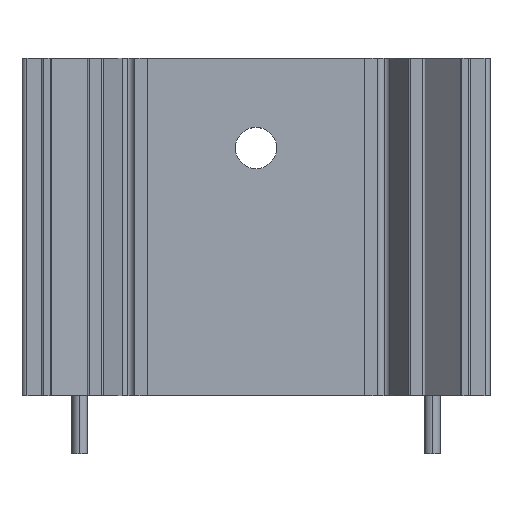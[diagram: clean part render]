
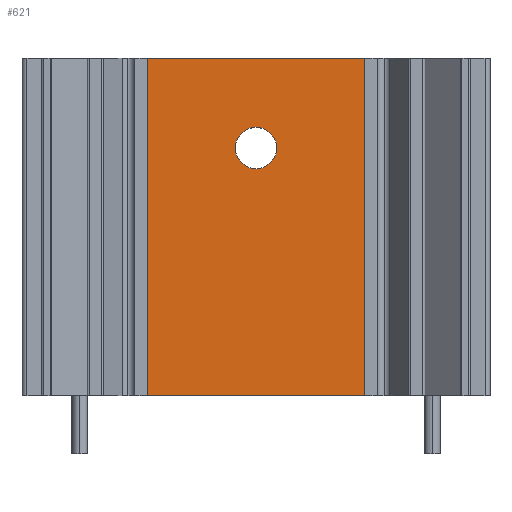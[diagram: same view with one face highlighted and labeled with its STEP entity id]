
A CAD part, top view. The second image highlights one B-rep face of the part: STEP entity #621.
In plain terms, the highlighted planar face has unit normal (0, 0, 1).
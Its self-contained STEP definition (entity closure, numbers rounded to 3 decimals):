
#130 = VECTOR ( 'NONE', #1343, 1000. ) ;
#376 = CARTESIAN_POINT ( 'NONE',  ( -7.9, -12.25, 0.75 ) ) ;
#390 = CIRCLE ( 'NONE', #3014, 1.5 ) ;
#467 = CARTESIAN_POINT ( 'NONE',  ( -7.9, 12.25, 0.75 ) ) ;
#468 = EDGE_CURVE ( 'NONE', #1469, #2658, #638, .T. ) ;
#556 = VERTEX_POINT ( 'NONE', #1483 ) ;
#613 = CARTESIAN_POINT ( 'NONE',  ( -7.9, -12.25, 0.75 ) ) ;
#621 = ADVANCED_FACE ( 'NONE', ( #2196, #1935 ), #2225, .F. ) ;
#638 = LINE ( 'NONE', #670, #1916 ) ;
#657 = DIRECTION ( 'NONE',  ( 0., -1., 0. ) ) ;
#670 = CARTESIAN_POINT ( 'NONE',  ( 7.9, 12.25, 0.75 ) ) ;
#680 = DIRECTION ( 'NONE',  ( 0., 0., 1. ) ) ;
#725 = CARTESIAN_POINT ( 'NONE',  ( -1.5, 5.75, 0.75 ) ) ;
#973 = ORIENTED_EDGE ( 'NONE', *, *, #2413, .F. ) ;
#1114 = EDGE_CURVE ( 'NONE', #556, #2108, #2699, .T. ) ;
#1129 = ORIENTED_EDGE ( 'NONE', *, *, #2239, .T. ) ;
#1305 = AXIS2_PLACEMENT_3D ( 'NONE', #2258, #2921, #1690 ) ;
#1333 = EDGE_LOOP ( 'NONE', ( #1129, #2574, #973, #2212 ) ) ;
#1343 = DIRECTION ( 'NONE',  ( 1., 0., 0. ) ) ;
#1347 = DIRECTION ( 'NONE',  ( 1., 0., 0. ) ) ;
#1469 = VERTEX_POINT ( 'NONE', #1651 ) ;
#1479 = VERTEX_POINT ( 'NONE', #3141 ) ;
#1483 = CARTESIAN_POINT ( 'NONE',  ( 1.5, 5.75, 0.75 ) ) ;
#1555 = EDGE_CURVE ( 'NONE', #1479, #2332, #3109, .T. ) ;
#1624 = VECTOR ( 'NONE', #1632, 1000. ) ;
#1632 = DIRECTION ( 'NONE',  ( 1., 0., 0. ) ) ;
#1651 = CARTESIAN_POINT ( 'NONE',  ( 7.9, 12.25, 0.75 ) ) ;
#1665 = AXIS2_PLACEMENT_3D ( 'NONE', #2900, #680, #1673 ) ;
#1673 = DIRECTION ( 'NONE',  ( 1., 0., 0. ) ) ;
#1690 = DIRECTION ( 'NONE',  ( -1., 0., 0. ) ) ;
#1795 = CARTESIAN_POINT ( 'NONE',  ( 0., 5.75, 0.75 ) ) ;
#1831 = EDGE_CURVE ( 'NONE', #2108, #556, #390, .T. ) ;
#1896 = DIRECTION ( 'NONE',  ( 0., -1., 0. ) ) ;
#1903 = CARTESIAN_POINT ( 'NONE',  ( -7.9, 12.25, 0.75 ) ) ;
#1916 = VECTOR ( 'NONE', #657, 1000. ) ;
#1935 = FACE_OUTER_BOUND ( 'NONE', #1333, .T. ) ;
#2108 = VERTEX_POINT ( 'NONE', #725 ) ;
#2114 = LINE ( 'NONE', #1903, #1624 ) ;
#2152 = ORIENTED_EDGE ( 'NONE', *, *, #1831, .F. ) ;
#2196 = FACE_BOUND ( 'NONE', #2360, .T. ) ;
#2212 = ORIENTED_EDGE ( 'NONE', *, *, #1555, .T. ) ;
#2225 = PLANE ( 'NONE',  #1305 ) ;
#2239 = EDGE_CURVE ( 'NONE', #2332, #2658, #2523, .T. ) ;
#2258 = CARTESIAN_POINT ( 'NONE',  ( -7.9, 12.25, 0.75 ) ) ;
#2332 = VERTEX_POINT ( 'NONE', #376 ) ;
#2360 = EDGE_LOOP ( 'NONE', ( #3160, #2152 ) ) ;
#2391 = CARTESIAN_POINT ( 'NONE',  ( 7.9, -12.25, 0.75 ) ) ;
#2413 = EDGE_CURVE ( 'NONE', #1479, #1469, #2114, .T. ) ;
#2523 = LINE ( 'NONE', #613, #130 ) ;
#2573 = DIRECTION ( 'NONE',  ( 0., 0., 1. ) ) ;
#2574 = ORIENTED_EDGE ( 'NONE', *, *, #468, .F. ) ;
#2658 = VERTEX_POINT ( 'NONE', #2391 ) ;
#2699 = CIRCLE ( 'NONE', #1665, 1.5 ) ;
#2900 = CARTESIAN_POINT ( 'NONE',  ( 0., 5.75, 0.75 ) ) ;
#2921 = DIRECTION ( 'NONE',  ( 0., 0., -1. ) ) ;
#2959 = VECTOR ( 'NONE', #1896, 1000. ) ;
#3014 = AXIS2_PLACEMENT_3D ( 'NONE', #1795, #2573, #1347 ) ;
#3109 = LINE ( 'NONE', #467, #2959 ) ;
#3141 = CARTESIAN_POINT ( 'NONE',  ( -7.9, 12.25, 0.75 ) ) ;
#3160 = ORIENTED_EDGE ( 'NONE', *, *, #1114, .F. ) ;
